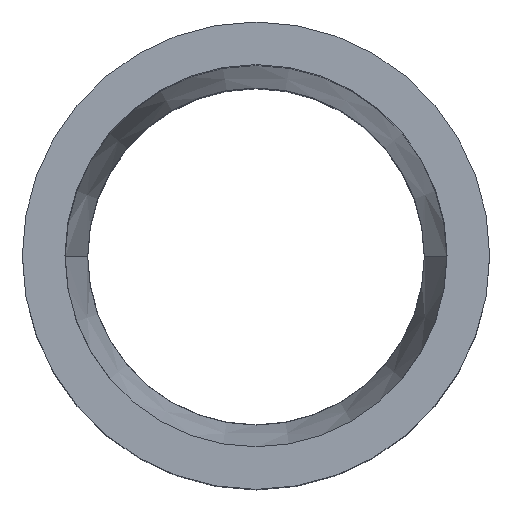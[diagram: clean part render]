
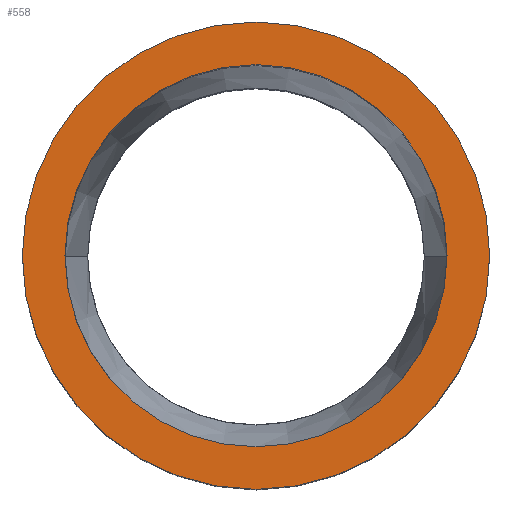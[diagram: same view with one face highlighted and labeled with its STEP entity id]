
A CAD part, top view. The second image highlights one B-rep face of the part: STEP entity #558.
In plain terms, the highlighted planar face has unit normal (0, 0, 1).
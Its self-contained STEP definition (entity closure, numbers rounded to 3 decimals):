
#12 = CARTESIAN_POINT ( 'NONE',  ( 62.5, 0., 109.487 ) ) ;
#21 = DIRECTION ( 'NONE',  ( -1., 0., 0. ) ) ;
#30 = DIRECTION ( 'NONE',  ( 0., 0., -1. ) ) ;
#46 = PLANE ( 'NONE',  #626 ) ;
#53 = CARTESIAN_POINT ( 'NONE',  ( -62.5, 0., 109.487 ) ) ;
#95 = VERTEX_POINT ( 'NONE', #53 ) ;
#96 = CARTESIAN_POINT ( 'NONE',  ( 51.1, 0., 109.487 ) ) ;
#123 = DIRECTION ( 'NONE',  ( -1., 0., 0. ) ) ;
#138 = FACE_BOUND ( 'NONE', #287, .T. ) ;
#148 = DIRECTION ( 'NONE',  ( 1., 0., 0. ) ) ;
#161 = VERTEX_POINT ( 'NONE', #96 ) ;
#185 = CIRCLE ( 'NONE', #206, 51.1 ) ;
#188 = CARTESIAN_POINT ( 'NONE',  ( 0., 0., 109.487 ) ) ;
#192 = CARTESIAN_POINT ( 'NONE',  ( -51.1, 0., 109.487 ) ) ;
#200 = CARTESIAN_POINT ( 'NONE',  ( -51.1, 0., 109.487 ) ) ;
#206 = AXIS2_PLACEMENT_3D ( 'NONE', #424, #414, #123 ) ;
#210 = EDGE_CURVE ( 'NONE', #95, #316, #601, .T. ) ;
#221 = AXIS2_PLACEMENT_3D ( 'NONE', #394, #562, #248 ) ;
#248 = DIRECTION ( 'NONE',  ( -1., 0., 0. ) ) ;
#263 = EDGE_CURVE ( 'NONE', #564, #161, #185, .T. ) ;
#274 = AXIS2_PLACEMENT_3D ( 'NONE', #188, #30, #639 ) ;
#287 = EDGE_LOOP ( 'NONE', ( #591, #495 ) ) ;
#316 = VERTEX_POINT ( 'NONE', #12 ) ;
#394 = CARTESIAN_POINT ( 'NONE',  ( 0., 0., 109.487 ) ) ;
#413 = CIRCLE ( 'NONE', #221, 62.5 ) ;
#414 = DIRECTION ( 'NONE',  ( 0., 0., -1. ) ) ;
#420 = DIRECTION ( 'NONE',  ( 0., 0., -1. ) ) ;
#424 = CARTESIAN_POINT ( 'NONE',  ( 0., 0., 109.487 ) ) ;
#457 = EDGE_CURVE ( 'NONE', #161, #564, #502, .T. ) ;
#462 = EDGE_LOOP ( 'NONE', ( #472, #509 ) ) ;
#472 = ORIENTED_EDGE ( 'NONE', *, *, #210, .F. ) ;
#495 = ORIENTED_EDGE ( 'NONE', *, *, #457, .T. ) ;
#502 = CIRCLE ( 'NONE', #274, 51.1 ) ;
#508 = DIRECTION ( 'NONE',  ( 0., 0., 1. ) ) ;
#509 = ORIENTED_EDGE ( 'NONE', *, *, #617, .F. ) ;
#523 = CARTESIAN_POINT ( 'NONE',  ( 0., 0., 109.487 ) ) ;
#541 = AXIS2_PLACEMENT_3D ( 'NONE', #523, #420, #21 ) ;
#558 = ADVANCED_FACE ( 'NONE', ( #138, #648 ), #46, .T. ) ;
#562 = DIRECTION ( 'NONE',  ( 0., 0., -1. ) ) ;
#564 = VERTEX_POINT ( 'NONE', #192 ) ;
#591 = ORIENTED_EDGE ( 'NONE', *, *, #263, .T. ) ;
#601 = CIRCLE ( 'NONE', #541, 62.5 ) ;
#617 = EDGE_CURVE ( 'NONE', #316, #95, #413, .T. ) ;
#626 = AXIS2_PLACEMENT_3D ( 'NONE', #200, #508, #148 ) ;
#639 = DIRECTION ( 'NONE',  ( -1., 0., 0. ) ) ;
#648 = FACE_OUTER_BOUND ( 'NONE', #462, .T. ) ;
